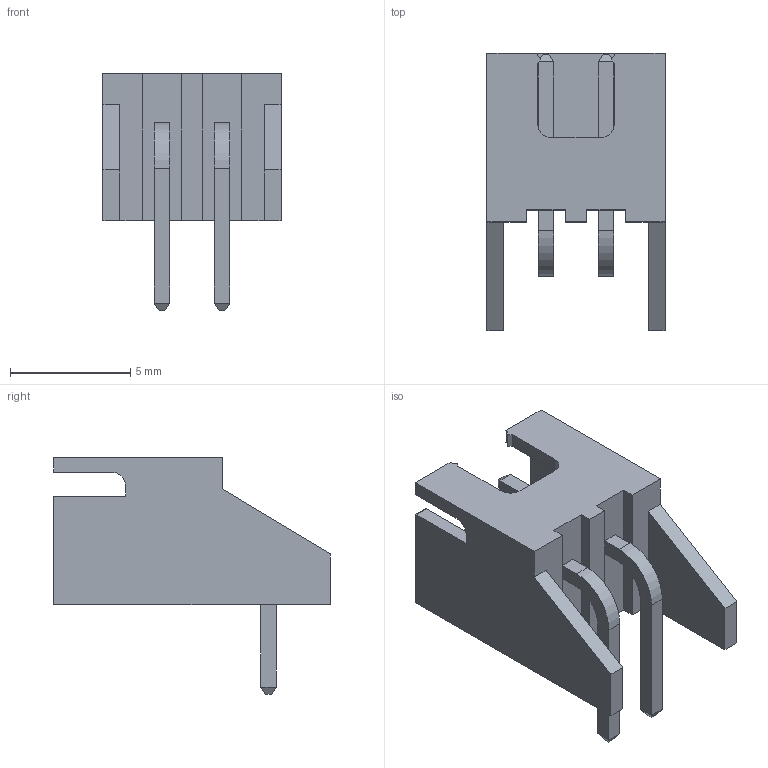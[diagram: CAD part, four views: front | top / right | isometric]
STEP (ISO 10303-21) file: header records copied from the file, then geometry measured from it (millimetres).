
FILE_DESCRIPTION(('FreeCAD Model'),'2;1');
FILE_NAME('Open CASCADE Shape Model','2024-01-27T11:15:48',(''),(''), 'Open CASCADE STEP processor 7.7','FreeCAD','Unknown');
FILE_SCHEMA(('AUTOMOTIVE_DESIGN { 1 0 10303 214 1 1 1 1 }'));
Length unit declared in the file: millimetre
Products named in the file (4): Part; Body; Array; Leg
Assembly tree (4 placements, depth 3):
  Part
    Body
    Array
      Leg  x2
Bounding box: 7.4 x 11.5 x 9.83 mm (x, y, z)
Volume: 162.6 mm3; surface area: 543.2 mm2
Topology: 3 solids, 3 shells, 94 faces, 248 edges, 160 vertices
Faces by surface type: plane 80, cylinder 14
Entity records: 2473 total; most frequent: CARTESIAN_POINT 425, ORIENTED_EDGE 416, DIRECTION 394, EDGE_CURVE 208, LINE 184, VECTOR 184, VERTEX_POINT 136, AXIS2_PLACEMENT_3D 105
